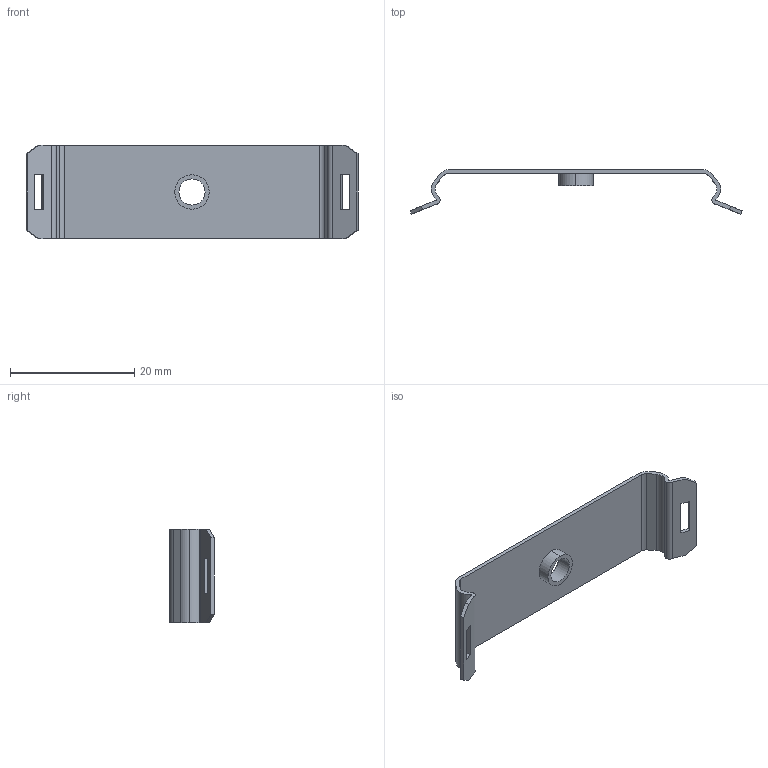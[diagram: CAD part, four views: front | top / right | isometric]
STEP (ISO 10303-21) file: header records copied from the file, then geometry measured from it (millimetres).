
FILE_DESCRIPTION (( 'STEP AP214' ), '1' );
FILE_NAME ('1030-045.STEP', '2024-03-22T10:18:33', ( '' ), ( '' ), 'SwSTEP 2.0', 'SolidWorks 2022', '' );
FILE_SCHEMA (( 'AUTOMOTIVE_DESIGN' ));
Length unit declared in the file: millimetre
Products named in the file (1): 1030-045
Bounding box: 53.36 x 7.15 x 15 mm (x, y, z)
Volume: 563.9 mm3; surface area: 1989.3 mm2
Topology: 1 solids, 1 shells, 51 faces, 142 edges, 94 vertices
Faces by surface type: plane 29, cylinder 20, torus 2
Entity records: 1690 total; most frequent: DIRECTION 290, CARTESIAN_POINT 288, ORIENTED_EDGE 284, EDGE_CURVE 142, LINE 98, VECTOR 98, AXIS2_PLACEMENT_3D 96, VERTEX_POINT 94
